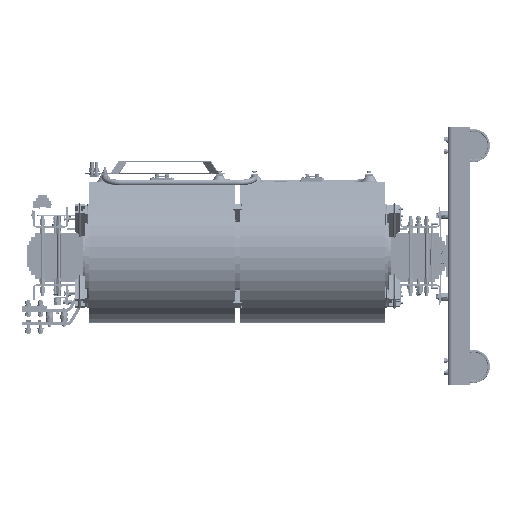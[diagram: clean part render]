
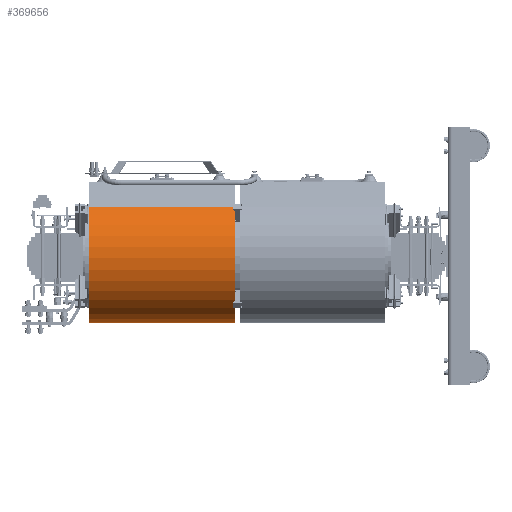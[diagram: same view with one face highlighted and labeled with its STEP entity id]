
A CAD part, left-side view. The second image highlights one B-rep face of the part: STEP entity #369656.
In plain terms, the highlighted cylindrical face has radius 325 mm (diameter 650 mm), a partial arc.
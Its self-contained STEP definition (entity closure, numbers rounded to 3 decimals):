
#61405 = DIRECTION ( 'NONE',  ( 0., -1., 0. ) ) ;
#61493 = CARTESIAN_POINT ( 'NONE',  ( -670., 715., 0. ) ) ;
#61676 = DIRECTION ( 'NONE',  ( 0., 0., 1. ) ) ;
#78069 = EDGE_LOOP ( 'NONE', ( #285262, #285190, #285149, #285525 ) ) ;
#168631 = CIRCLE ( 'NONE', #205638, 325. ) ;
#168722 = LINE ( 'NONE', #216069, #168742 ) ;
#168742 = VECTOR ( 'NONE', #216025, 1000. ) ;
#169007 = VECTOR ( 'NONE', #215810, 1000. ) ;
#169180 = CIRCLE ( 'NONE', #205680, 325. ) ;
#169451 = LINE ( 'NONE', #215798, #169007 ) ;
#204845 = CARTESIAN_POINT ( 'NONE',  ( -891.208, 10., 238.101 ) ) ;
#204881 = CARTESIAN_POINT ( 'NONE',  ( -891.208, 715., 238.101 ) ) ;
#205048 = CARTESIAN_POINT ( 'NONE',  ( -448.792, 10., 238.101 ) ) ;
#205062 = CARTESIAN_POINT ( 'NONE',  ( -448.792, 715., 238.101 ) ) ;
#205638 = AXIS2_PLACEMENT_3D ( 'NONE', #215490, #215533, #215551 ) ;
#205680 = AXIS2_PLACEMENT_3D ( 'NONE', #215854, #216043, #215921 ) ;
#215490 = CARTESIAN_POINT ( 'NONE',  ( -670., 10., 0. ) ) ;
#215533 = DIRECTION ( 'NONE',  ( 0., 1., 0. ) ) ;
#215551 = DIRECTION ( 'NONE',  ( 0., 0., -1. ) ) ;
#215798 = CARTESIAN_POINT ( 'NONE',  ( -891.208, 715., 238.101 ) ) ;
#215810 = DIRECTION ( 'NONE',  ( 0., -1., 0. ) ) ;
#215854 = CARTESIAN_POINT ( 'NONE',  ( -670., 715., 0. ) ) ;
#215921 = DIRECTION ( 'NONE',  ( 0., 0., -1. ) ) ;
#216025 = DIRECTION ( 'NONE',  ( 0., -1., 0. ) ) ;
#216043 = DIRECTION ( 'NONE',  ( 0., 1., 0. ) ) ;
#216069 = CARTESIAN_POINT ( 'NONE',  ( -448.792, 715., 238.101 ) ) ;
#249609 = AXIS2_PLACEMENT_3D ( 'NONE', #61493, #61405, #61676 ) ;
#285149 = ORIENTED_EDGE ( 'NONE', *, *, #617144, .F. ) ;
#285190 = ORIENTED_EDGE ( 'NONE', *, *, #617170, .F. ) ;
#285262 = ORIENTED_EDGE ( 'NONE', *, *, #617124, .T. ) ;
#285525 = ORIENTED_EDGE ( 'NONE', *, *, #617146, .T. ) ;
#369656 = ADVANCED_FACE ( 'NONE', ( #599084 ), #599105, .T. ) ;
#599084 = FACE_OUTER_BOUND ( 'NONE', #78069, .T. ) ;
#599105 = CYLINDRICAL_SURFACE ( 'NONE', #249609, 325. ) ;
#603990 = VERTEX_POINT ( 'NONE', #204845 ) ;
#604022 = VERTEX_POINT ( 'NONE', #204881 ) ;
#604035 = VERTEX_POINT ( 'NONE', #205062 ) ;
#604043 = VERTEX_POINT ( 'NONE', #205048 ) ;
#617124 = EDGE_CURVE ( 'NONE', #604043, #603990, #168631, .T. ) ;
#617144 = EDGE_CURVE ( 'NONE', #604035, #604022, #169180, .T. ) ;
#617146 = EDGE_CURVE ( 'NONE', #604035, #604043, #168722, .T. ) ;
#617170 = EDGE_CURVE ( 'NONE', #604022, #603990, #169451, .T. ) ;
